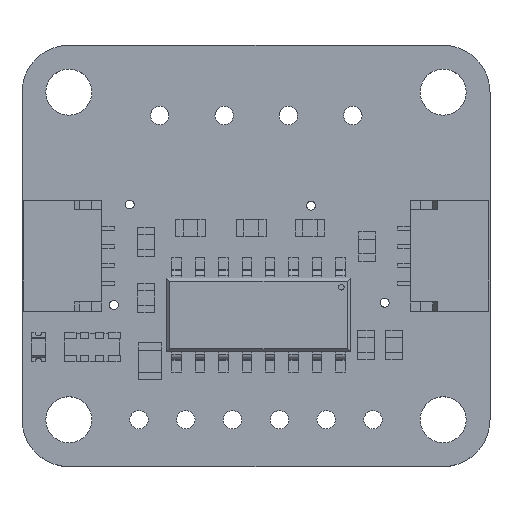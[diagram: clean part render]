
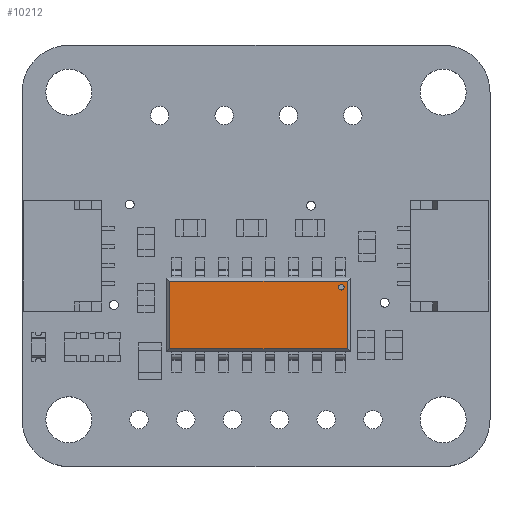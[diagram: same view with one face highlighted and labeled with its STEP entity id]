
A CAD part, top view. The second image highlights one B-rep face of the part: STEP entity #10212.
In plain terms, the highlighted planar face has unit normal (0, 0, 1).
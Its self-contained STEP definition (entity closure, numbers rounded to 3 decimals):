
#183=FACE_BOUND('',#1665,.T.);
#583=PLANE('',#11024);
#1086=FACE_OUTER_BOUND('',#1664,.T.);
#1664=EDGE_LOOP('',(#9171,#9172,#9173,#9174));
#1665=EDGE_LOOP('',(#9175));
#2812=LINE('',#16497,#3967);
#2817=LINE('',#16507,#3972);
#2819=LINE('',#16511,#3974);
#2822=LINE('',#16516,#3977);
#3967=VECTOR('',#13606,1.);
#3972=VECTOR('',#13613,1.);
#3974=VECTOR('',#13617,1.);
#3977=VECTOR('',#13622,1.);
#4194=CIRCLE('',#11016,0.15);
#5094=VERTEX_POINT('',#16490);
#5095=VERTEX_POINT('',#16495);
#5096=VERTEX_POINT('',#16496);
#5100=VERTEX_POINT('',#16506);
#5101=VERTEX_POINT('',#16510);
#6457=EDGE_CURVE('',#5094,#5094,#4194,.T.);
#6458=EDGE_CURVE('',#5095,#5096,#2812,.T.);
#6463=EDGE_CURVE('',#5096,#5100,#2817,.T.);
#6465=EDGE_CURVE('',#5101,#5095,#2819,.T.);
#6468=EDGE_CURVE('',#5100,#5101,#2822,.T.);
#9171=ORIENTED_EDGE('',*,*,#6458,.F.);
#9172=ORIENTED_EDGE('',*,*,#6465,.F.);
#9173=ORIENTED_EDGE('',*,*,#6468,.F.);
#9174=ORIENTED_EDGE('',*,*,#6463,.F.);
#9175=ORIENTED_EDGE('',*,*,#6457,.T.);
#10212=ADVANCED_FACE('',(#1086,#183),#583,.T.);
#11016=AXIS2_PLACEMENT_3D('',#16492,#13600,#13601);
#11024=AXIS2_PLACEMENT_3D('',#16528,#13633,#13634);
#13600=DIRECTION('center_axis',(0.,0.,-1.));
#13601=DIRECTION('ref_axis',(0.,1.,0.));
#13606=DIRECTION('',(1.,0.,0.));
#13613=DIRECTION('',(0.,-1.,0.));
#13617=DIRECTION('',(0.,1.,0.));
#13622=DIRECTION('',(-1.,0.,0.));
#13633=DIRECTION('center_axis',(0.,0.,1.));
#13634=DIRECTION('ref_axis',(0.,1.,0.));
#16490=CARTESIAN_POINT('',(-4.506,-1.878,1.75));
#16492=CARTESIAN_POINT('Origin',(-4.506,-1.728,1.75));
#16495=CARTESIAN_POINT('',(-4.831,1.597,1.75));
#16496=CARTESIAN_POINT('',(4.819,1.597,1.75));
#16497=CARTESIAN_POINT('',(-0.006,1.597,1.75));
#16506=CARTESIAN_POINT('',(4.819,-2.053,1.75));
#16507=CARTESIAN_POINT('',(4.819,-0.228,1.75));
#16510=CARTESIAN_POINT('',(-4.831,-2.053,1.75));
#16511=CARTESIAN_POINT('',(-4.831,-0.228,1.75));
#16516=CARTESIAN_POINT('',(-0.006,-2.053,1.75));
#16528=CARTESIAN_POINT('Origin',(-0.006,-0.228,
1.75));
